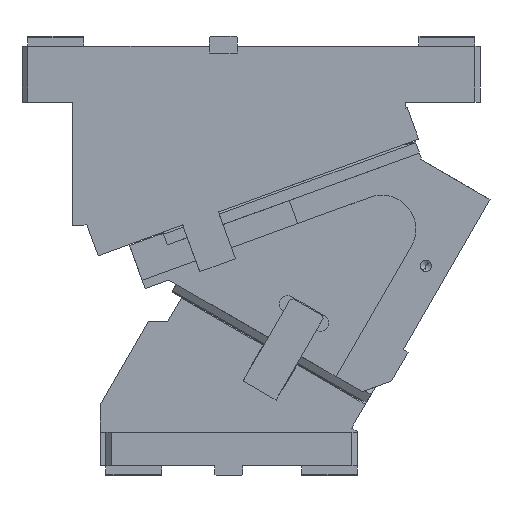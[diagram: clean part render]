
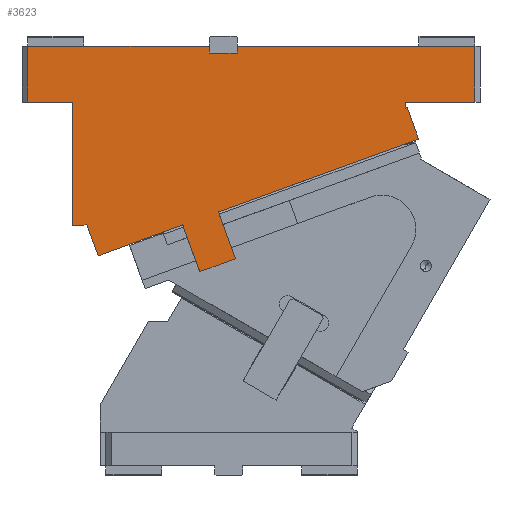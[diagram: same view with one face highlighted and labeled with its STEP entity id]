
A CAD part, front view. The second image highlights one B-rep face of the part: STEP entity #3623.
In plain terms, the highlighted planar face has unit normal (0, -1, 0).
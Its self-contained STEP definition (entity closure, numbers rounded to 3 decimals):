
#779=CARTESIAN_POINT('Line Origine',(174.923,-175.,-195.745)) ;
#783=CARTESIAN_POINT('Vertex',(158.948,-175.,-201.559)) ;
#785=CARTESIAN_POINT('Vertex',(190.898,-175.,-189.93)) ;
#1019=CARTESIAN_POINT('Line Origine',(151.338,-175.,-180.651)) ;
#1023=CARTESIAN_POINT('Vertex',(143.728,-175.,-159.743)) ;
#1083=CARTESIAN_POINT('Vertex',(175.678,-175.,-148.114)) ;
#1086=CARTESIAN_POINT('Line Origine',(183.288,-175.,-169.022)) ;
#1109=CARTESIAN_POINT('Vertex',(5.,-175.,-50.)) ;
#1112=CARTESIAN_POINT('Line Origine',(5.,-175.,-25.)) ;
#1116=CARTESIAN_POINT('Vertex',(5.,-175.,0.)) ;
#1505=CARTESIAN_POINT('Vertex',(343.,-175.,-55.288)) ;
#1508=CARTESIAN_POINT('Line Origine',(343.714,-175.,-55.028)) ;
#1512=CARTESIAN_POINT('Vertex',(344.429,-175.,-54.768)) ;
#1544=CARTESIAN_POINT('Vertex',(354.689,-175.,-82.959)) ;
#1554=CARTESIAN_POINT('Line Origine',(349.559,-175.,-68.864)) ;
#1637=CARTESIAN_POINT('Vertex',(343.,-175.,-50.)) ;
#1640=CARTESIAN_POINT('Line Origine',(343.,-175.,-52.644)) ;
#1703=CARTESIAN_POINT('Vertex',(405.,-175.,0.)) ;
#1706=CARTESIAN_POINT('Line Origine',(405.,-175.,-25.)) ;
#1710=CARTESIAN_POINT('Vertex',(405.,-175.,-50.)) ;
#2476=CARTESIAN_POINT('Line Origine',(374.,-175.,-50.)) ;
#3092=CARTESIAN_POINT('Vertex',(192.5,-175.,0.)) ;
#3095=CARTESIAN_POINT('Line Origine',(298.75,-175.,0.)) ;
#3441=CARTESIAN_POINT('Vertex',(167.5,-175.,-6.)) ;
#3453=CARTESIAN_POINT('Vertex',(167.5,-175.,0.)) ;
#3456=CARTESIAN_POINT('Line Origine',(167.5,-175.,-3.)) ;
#3501=CARTESIAN_POINT('Line Origine',(192.5,-175.,-3.)) ;
#3505=CARTESIAN_POINT('Vertex',(192.5,-175.,-6.)) ;
#3525=CARTESIAN_POINT('Line Origine',(180.,-175.,-6.)) ;
#3537=CARTESIAN_POINT('Axis2P3D Location',(0.,-175.,0.)) ;
#3542=CARTESIAN_POINT('Line Origine',(86.25,-175.,0.)) ;
#3547=CARTESIAN_POINT('Line Origine',(25.,-175.,-50.)) ;
#3551=CARTESIAN_POINT('Vertex',(45.,-175.,-50.)) ;
#3554=CARTESIAN_POINT('Line Origine',(45.,-175.,-105.)) ;
#3558=CARTESIAN_POINT('Vertex',(45.,-175.,-160.)) ;
#3561=CARTESIAN_POINT('Line Origine',(50.154,-175.,-160.)) ;
#3565=CARTESIAN_POINT('Vertex',(55.307,-175.,-160.)) ;
#3568=CARTESIAN_POINT('Line Origine',(56.565,-175.,-159.542)) ;
#3572=CARTESIAN_POINT('Vertex',(57.822,-175.,-159.085)) ;
#3575=CARTESIAN_POINT('Line Origine',(62.953,-175.,-173.18)) ;
#3579=CARTESIAN_POINT('Vertex',(68.083,-175.,-187.275)) ;
#3582=CARTESIAN_POINT('Line Origine',(90.636,-175.,-179.067)) ;
#3586=CARTESIAN_POINT('Vertex',(113.188,-175.,-170.858)) ;
#3589=CARTESIAN_POINT('Line Origine',(128.458,-175.,-165.3)) ;
#3594=CARTESIAN_POINT('Line Origine',(265.183,-175.,-115.537)) ;
#780=DIRECTION('Vector Direction',(0.94,0.,0.342)) ;
#1020=DIRECTION('Vector Direction',(-0.342,0.,0.94)) ;
#1087=DIRECTION('Vector Direction',(-0.342,0.,0.94)) ;
#1113=DIRECTION('Vector Direction',(0.,0.,-1.)) ;
#1509=DIRECTION('Vector Direction',(0.94,0.,0.342)) ;
#1555=DIRECTION('Vector Direction',(0.342,0.,-0.94)) ;
#1641=DIRECTION('Vector Direction',(0.,0.,-1.)) ;
#1707=DIRECTION('Vector Direction',(0.,0.,1.)) ;
#2477=DIRECTION('Vector Direction',(-1.,0.,0.)) ;
#3096=DIRECTION('Vector Direction',(1.,0.,0.)) ;
#3457=DIRECTION('Vector Direction',(0.,0.,1.)) ;
#3502=DIRECTION('Vector Direction',(0.,0.,-1.)) ;
#3526=DIRECTION('Vector Direction',(1.,0.,0.)) ;
#3538=DIRECTION('Axis2P3D Direction',(0.,1.,0.)) ;
#3539=DIRECTION('Axis2P3D XDirection',(0.,0.,1.)) ;
#3543=DIRECTION('Vector Direction',(1.,0.,0.)) ;
#3548=DIRECTION('Vector Direction',(1.,0.,0.)) ;
#3555=DIRECTION('Vector Direction',(0.,0.,-1.)) ;
#3562=DIRECTION('Vector Direction',(-1.,0.,0.)) ;
#3569=DIRECTION('Vector Direction',(-0.94,0.,-0.342)) ;
#3576=DIRECTION('Vector Direction',(0.342,0.,-0.94)) ;
#3583=DIRECTION('Vector Direction',(0.94,0.,0.342)) ;
#3590=DIRECTION('Vector Direction',(-0.94,0.,-0.342)) ;
#3595=DIRECTION('Vector Direction',(-0.94,0.,-0.342)) ;
#3540=AXIS2_PLACEMENT_3D('Plane Axis2P3D',#3537,#3538,#3539) ;
#3600=ORIENTED_EDGE('',*,*,#3529,.F.) ;
#3601=ORIENTED_EDGE('',*,*,#3460,.T.) ;
#3602=ORIENTED_EDGE('',*,*,#3546,.F.) ;
#3603=ORIENTED_EDGE('',*,*,#1118,.T.) ;
#3604=ORIENTED_EDGE('',*,*,#3553,.T.) ;
#3605=ORIENTED_EDGE('',*,*,#3560,.T.) ;
#3606=ORIENTED_EDGE('',*,*,#3567,.F.) ;
#3607=ORIENTED_EDGE('',*,*,#3574,.F.) ;
#3608=ORIENTED_EDGE('',*,*,#3581,.T.) ;
#3609=ORIENTED_EDGE('',*,*,#3588,.T.) ;
#3610=ORIENTED_EDGE('',*,*,#3593,.T.) ;
#3611=ORIENTED_EDGE('',*,*,#1025,.F.) ;
#3612=ORIENTED_EDGE('',*,*,#787,.T.) ;
#3613=ORIENTED_EDGE('',*,*,#1090,.T.) ;
#3614=ORIENTED_EDGE('',*,*,#3598,.T.) ;
#3615=ORIENTED_EDGE('',*,*,#1558,.T.) ;
#3616=ORIENTED_EDGE('',*,*,#1514,.T.) ;
#3617=ORIENTED_EDGE('',*,*,#1644,.F.) ;
#3618=ORIENTED_EDGE('',*,*,#2480,.F.) ;
#3619=ORIENTED_EDGE('',*,*,#1712,.T.) ;
#3620=ORIENTED_EDGE('',*,*,#3099,.F.) ;
#3621=ORIENTED_EDGE('',*,*,#3507,.T.) ;
#781=VECTOR('Line Direction',#780,1.) ;
#1021=VECTOR('Line Direction',#1020,1.) ;
#1088=VECTOR('Line Direction',#1087,1.) ;
#1114=VECTOR('Line Direction',#1113,1.) ;
#1510=VECTOR('Line Direction',#1509,1.) ;
#1556=VECTOR('Line Direction',#1555,1.) ;
#1642=VECTOR('Line Direction',#1641,1.) ;
#1708=VECTOR('Line Direction',#1707,1.) ;
#2478=VECTOR('Line Direction',#2477,1.) ;
#3097=VECTOR('Line Direction',#3096,1.) ;
#3458=VECTOR('Line Direction',#3457,1.) ;
#3503=VECTOR('Line Direction',#3502,1.) ;
#3527=VECTOR('Line Direction',#3526,1.) ;
#3544=VECTOR('Line Direction',#3543,1.) ;
#3549=VECTOR('Line Direction',#3548,1.) ;
#3556=VECTOR('Line Direction',#3555,1.) ;
#3563=VECTOR('Line Direction',#3562,1.) ;
#3570=VECTOR('Line Direction',#3569,1.) ;
#3577=VECTOR('Line Direction',#3576,1.) ;
#3584=VECTOR('Line Direction',#3583,1.) ;
#3591=VECTOR('Line Direction',#3590,1.) ;
#3596=VECTOR('Line Direction',#3595,1.) ;
#3623=ADVANCED_FACE('CAM HOLDER',(#3622),#3541,.F.) ;
#787=EDGE_CURVE('',#784,#786,#782,.T.) ;
#1025=EDGE_CURVE('',#784,#1024,#1022,.T.) ;
#1090=EDGE_CURVE('',#786,#1084,#1089,.T.) ;
#1118=EDGE_CURVE('',#1117,#1110,#1115,.T.) ;
#1514=EDGE_CURVE('',#1513,#1506,#1511,.F.) ;
#1558=EDGE_CURVE('',#1545,#1513,#1557,.F.) ;
#1644=EDGE_CURVE('',#1638,#1506,#1643,.T.) ;
#1712=EDGE_CURVE('',#1711,#1704,#1709,.T.) ;
#2480=EDGE_CURVE('',#1711,#1638,#2479,.T.) ;
#3099=EDGE_CURVE('',#3093,#1704,#3098,.T.) ;
#3460=EDGE_CURVE('',#3442,#3454,#3459,.T.) ;
#3507=EDGE_CURVE('',#3093,#3506,#3504,.T.) ;
#3529=EDGE_CURVE('',#3442,#3506,#3528,.T.) ;
#3546=EDGE_CURVE('',#1117,#3454,#3545,.T.) ;
#3553=EDGE_CURVE('',#1110,#3552,#3550,.T.) ;
#3560=EDGE_CURVE('',#3552,#3559,#3557,.T.) ;
#3567=EDGE_CURVE('',#3566,#3559,#3564,.T.) ;
#3574=EDGE_CURVE('',#3573,#3566,#3571,.T.) ;
#3581=EDGE_CURVE('',#3573,#3580,#3578,.T.) ;
#3588=EDGE_CURVE('',#3580,#3587,#3585,.T.) ;
#3593=EDGE_CURVE('',#3587,#1024,#3592,.F.) ;
#3598=EDGE_CURVE('',#1084,#1545,#3597,.F.) ;
#3599=EDGE_LOOP('',(#3600,#3601,#3602,#3603,#3604,#3605,#3606,#3607,#3608,#3609,#3610,#3611,#3612,#3613,#3614,#3615,#3616,#3617,#3618,#3619,#3620,#3621)) ;
#3622=FACE_OUTER_BOUND('',#3599,.T.) ;
#782=LINE('Line',#779,#781) ;
#1022=LINE('Line',#1019,#1021) ;
#1089=LINE('Line',#1086,#1088) ;
#1115=LINE('Line',#1112,#1114) ;
#1511=LINE('Line',#1508,#1510) ;
#1557=LINE('Line',#1554,#1556) ;
#1643=LINE('Line',#1640,#1642) ;
#1709=LINE('Line',#1706,#1708) ;
#2479=LINE('Line',#2476,#2478) ;
#3098=LINE('Line',#3095,#3097) ;
#3459=LINE('Line',#3456,#3458) ;
#3504=LINE('Line',#3501,#3503) ;
#3528=LINE('Line',#3525,#3527) ;
#3545=LINE('Line',#3542,#3544) ;
#3550=LINE('Line',#3547,#3549) ;
#3557=LINE('Line',#3554,#3556) ;
#3564=LINE('Line',#3561,#3563) ;
#3571=LINE('Line',#3568,#3570) ;
#3578=LINE('Line',#3575,#3577) ;
#3585=LINE('Line',#3582,#3584) ;
#3592=LINE('Line',#3589,#3591) ;
#3597=LINE('Line',#3594,#3596) ;
#3541=PLANE('Plane',#3540) ;
#784=VERTEX_POINT('',#783) ;
#786=VERTEX_POINT('',#785) ;
#1024=VERTEX_POINT('',#1023) ;
#1084=VERTEX_POINT('',#1083) ;
#1110=VERTEX_POINT('',#1109) ;
#1117=VERTEX_POINT('',#1116) ;
#1506=VERTEX_POINT('',#1505) ;
#1513=VERTEX_POINT('',#1512) ;
#1545=VERTEX_POINT('',#1544) ;
#1638=VERTEX_POINT('',#1637) ;
#1704=VERTEX_POINT('',#1703) ;
#1711=VERTEX_POINT('',#1710) ;
#3093=VERTEX_POINT('',#3092) ;
#3442=VERTEX_POINT('',#3441) ;
#3454=VERTEX_POINT('',#3453) ;
#3506=VERTEX_POINT('',#3505) ;
#3552=VERTEX_POINT('',#3551) ;
#3559=VERTEX_POINT('',#3558) ;
#3566=VERTEX_POINT('',#3565) ;
#3573=VERTEX_POINT('',#3572) ;
#3580=VERTEX_POINT('',#3579) ;
#3587=VERTEX_POINT('',#3586) ;
